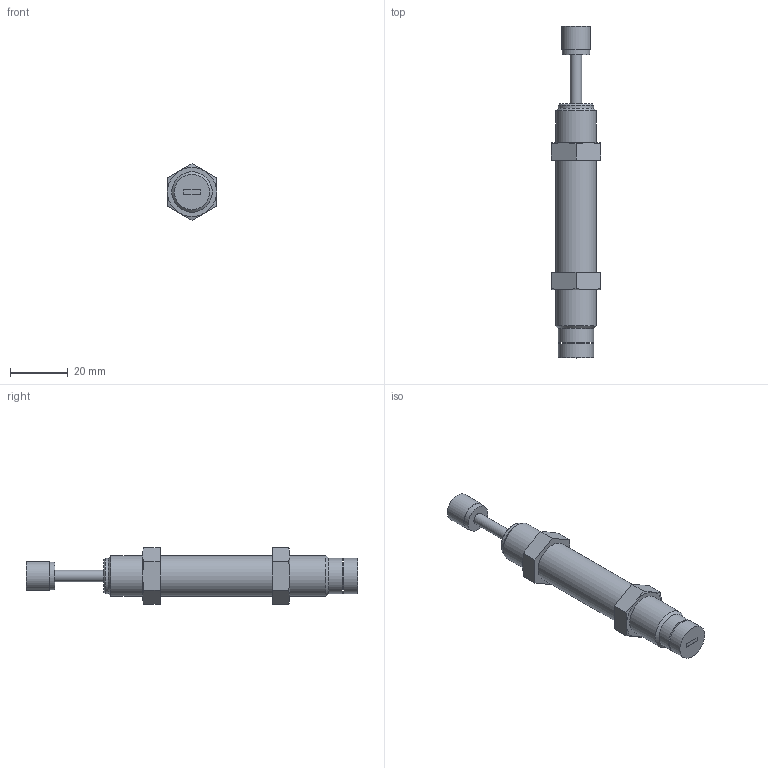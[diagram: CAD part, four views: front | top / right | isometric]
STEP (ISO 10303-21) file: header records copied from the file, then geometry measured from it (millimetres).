
FILE_DESCRIPTION( ( 'STEP AP203' ), '1' );
FILE_NAME( 'MAC1417H.stp', '2020-08-03T16:34:30', ( 'License CC BY-ND 4.0' ), ( 'CADENAS' ), ' ', 'PARTsolutions', ' ' );
FILE_SCHEMA( ( 'CONFIG_CONTROL_DESIGN' ) );
Length unit declared in the file: millimetre
Products named in the file (4): MAC1417H; _MAC1417H_b; _MAC1417_r; _M14x1.5617N2
Assembly tree (4 placements, depth 2):
  MAC1417H
    _MAC1417H_b
    _MAC1417_r
    _M14x1.5617N2  x2
Bounding box: 17 x 115 x 19.63 mm (x, y, z)
Volume: 15037.7 mm3; surface area: 7902.2 mm2
Topology: 4 solids, 4 shells, 60 faces, 117 edges, 71 vertices
Faces by surface type: plane 30, cone 19, cylinder 11
Full cylindrical faces by diameter (mm): 4 x2, 9.333 x1, 9.6 x1, 10 x1, 12.16 x3, 12.376 x2, 14 x1
Entity records: 1149 total; most frequent: CARTESIAN_POINT 202, DIRECTION 178, ORIENTED_EDGE 130, AXIS2_PLACEMENT_3D 77, EDGE_LOOP 66, EDGE_CURVE 65, FACE_OUTER_BOUND 53, VERTEX_POINT 49
